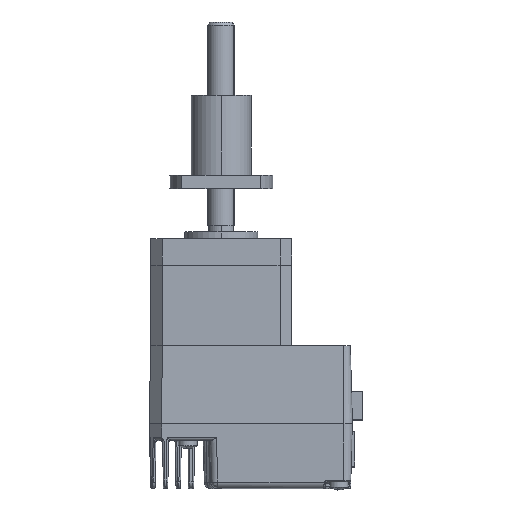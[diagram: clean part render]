
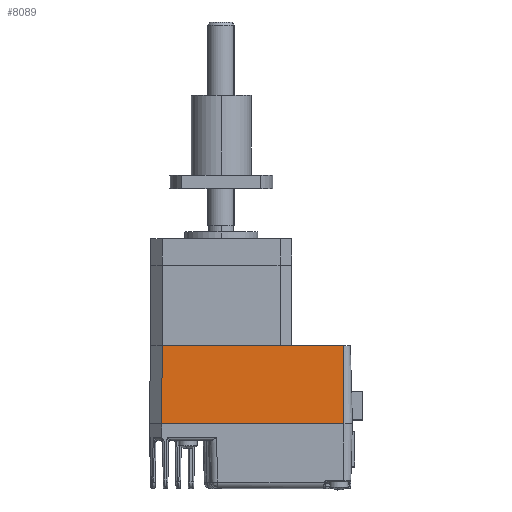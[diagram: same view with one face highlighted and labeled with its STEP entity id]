
A CAD part, top view. The second image highlights one B-rep face of the part: STEP entity #8089.
In plain terms, the highlighted planar face has unit normal (0, 0.026, 1).
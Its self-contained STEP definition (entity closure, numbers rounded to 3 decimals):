
#1100 = VERTEX_POINT ( 'NONE', #18611 ) ;
#1159 = EDGE_LOOP ( 'NONE', ( #12185, #1188, #1204, #9791 ) ) ;
#1188 = ORIENTED_EDGE ( 'NONE', *, *, #9619, .T. ) ;
#1204 = ORIENTED_EDGE ( 'NONE', *, *, #11459, .T. ) ;
#1453 = FACE_OUTER_BOUND ( 'NONE', #1159, .T. ) ;
#2349 = VERTEX_POINT ( 'NONE', #5954 ) ;
#3829 = VECTOR ( 'NONE', #7429, 1000. ) ;
#4262 = LINE ( 'NONE', #11262, #7426 ) ;
#4636 = DIRECTION ( 'NONE',  ( 0., 0.026, 1. ) ) ;
#4705 = DIRECTION ( 'NONE',  ( -0.011, -1., 0.026 ) ) ;
#4793 = CARTESIAN_POINT ( 'NONE',  ( -14.336, -74.408, 76.265 ) ) ;
#5954 = CARTESIAN_POINT ( 'NONE',  ( 40.319, -74.408, 76.265 ) ) ;
#7426 = VECTOR ( 'NONE', #8305, 1000. ) ;
#7429 = DIRECTION ( 'NONE',  ( 1., 0., 0. ) ) ;
#8089 = ADVANCED_FACE ( 'NONE', ( #1453 ), #14542, .T. ) ;
#8305 = DIRECTION ( 'NONE',  ( -1., 0., 0. ) ) ;
#8563 = DIRECTION ( 'NONE',  ( 0., 1., -0.026 ) ) ;
#9619 = EDGE_CURVE ( 'NONE', #1100, #12911, #14723, .T. ) ;
#9791 = ORIENTED_EDGE ( 'NONE', *, *, #16640, .T. ) ;
#10511 = VERTEX_POINT ( 'NONE', #17530 ) ;
#11262 = CARTESIAN_POINT ( 'NONE',  ( -14.081, -50.908, 75.65 ) ) ;
#11459 = EDGE_CURVE ( 'NONE', #12911, #2349, #12606, .T. ) ;
#11733 = EDGE_CURVE ( 'NONE', #10511, #1100, #4262, .T. ) ;
#12185 = ORIENTED_EDGE ( 'NONE', *, *, #11733, .T. ) ;
#12496 = LINE ( 'NONE', #15631, #13165 ) ;
#12606 = LINE ( 'NONE', #14752, #3829 ) ;
#12911 = VERTEX_POINT ( 'NONE', #4793 ) ;
#13165 = VECTOR ( 'NONE', #8563, 1000. ) ;
#13821 = VECTOR ( 'NONE', #4705, 1000. ) ;
#14542 = PLANE ( 'NONE',  #15534 ) ;
#14669 = CARTESIAN_POINT ( 'NONE',  ( -14.081, -50.908, 75.65 ) ) ;
#14723 = LINE ( 'NONE', #14669, #13821 ) ;
#14752 = CARTESIAN_POINT ( 'NONE',  ( -14.081, -74.408, 76.265 ) ) ;
#15534 = AXIS2_PLACEMENT_3D ( 'NONE', #15976, #4636, #17335 ) ;
#15631 = CARTESIAN_POINT ( 'NONE',  ( 40.319, -50.908, 75.65 ) ) ;
#15976 = CARTESIAN_POINT ( 'NONE',  ( -14.081, -50.908, 75.65 ) ) ;
#16640 = EDGE_CURVE ( 'NONE', #2349, #10511, #12496, .T. ) ;
#17335 = DIRECTION ( 'NONE',  ( 0., -1., 0.026 ) ) ;
#17530 = CARTESIAN_POINT ( 'NONE',  ( 40.319, -50.908, 75.65 ) ) ;
#18611 = CARTESIAN_POINT ( 'NONE',  ( -14.081, -50.908, 75.65 ) ) ;
